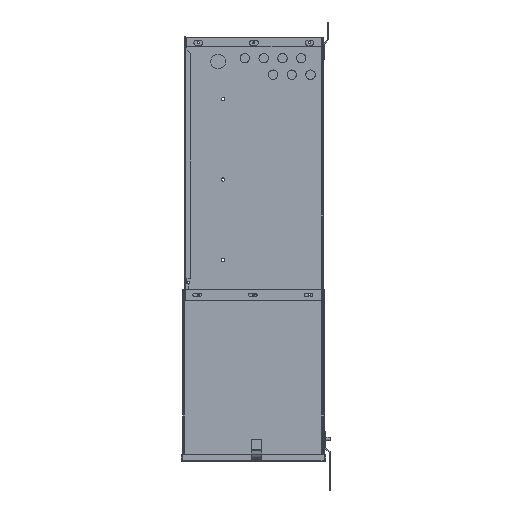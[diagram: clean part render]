
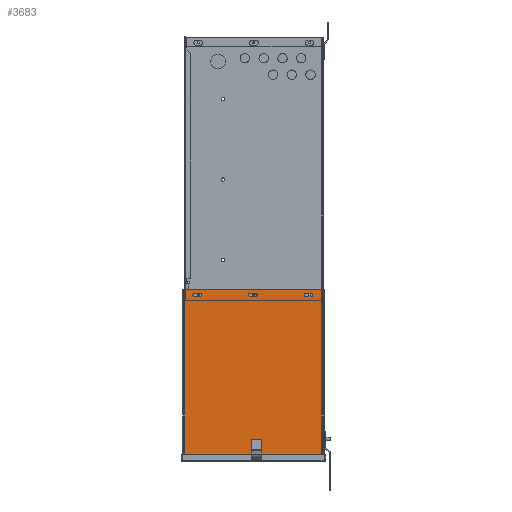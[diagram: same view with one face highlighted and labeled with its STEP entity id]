
A CAD part, left-side view. The second image highlights one B-rep face of the part: STEP entity #3683.
In plain terms, the highlighted face is planar.
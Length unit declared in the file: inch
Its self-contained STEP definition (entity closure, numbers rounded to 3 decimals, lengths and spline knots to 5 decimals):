
#74 = VECTOR ( 'NONE', #19686, 39.37008 ) ;
#102 = VERTEX_POINT ( 'NONE', #13424 ) ;
#318 = VERTEX_POINT ( 'NONE', #1001 ) ;
#338 = LINE ( 'NONE', #5632, #20042 ) ;
#546 = LINE ( 'NONE', #4147, #74 ) ;
#722 = VECTOR ( 'NONE', #5721, 39.37008 ) ;
#785 = EDGE_CURVE ( 'NONE', #10499, #10831, #338, .T. ) ;
#864 = ORIENTED_EDGE ( 'NONE', *, *, #20119, .T. ) ;
#1001 = CARTESIAN_POINT ( 'NONE',  ( 15.02841, 1.02561, 7.65625 ) ) ;
#1191 = LINE ( 'NONE', #7157, #4860 ) ;
#1402 = CARTESIAN_POINT ( 'NONE',  ( 15.02841, 11.90061, 7.5 ) ) ;
#1455 = LINE ( 'NONE', #11630, #9287 ) ;
#1560 = ORIENTED_EDGE ( 'NONE', *, *, #19018, .F. ) ;
#1733 = CARTESIAN_POINT ( 'NONE',  ( 15.02841, 1.02561, 7.5 ) ) ;
#1760 = CIRCLE ( 'NONE', #15393, 0.15625 ) ;
#2108 = DIRECTION ( 'NONE',  ( -1., 0., 0. ) ) ;
#2153 = VERTEX_POINT ( 'NONE', #17933 ) ;
#2418 = CARTESIAN_POINT ( 'NONE',  ( 15.02841, 6.21261, 7.65625 ) ) ;
#2458 = ORIENTED_EDGE ( 'NONE', *, *, #17747, .F. ) ;
#2695 = DIRECTION ( 'NONE',  ( -1., 0., 0. ) ) ;
#2983 = DIRECTION ( 'NONE',  ( 0., 0., 1. ) ) ;
#3043 = CARTESIAN_POINT ( 'NONE',  ( 15.02841, 11.90061, 7.65625 ) ) ;
#3269 = DIRECTION ( 'NONE',  ( 0., -1., 0. ) ) ;
#3298 = DIRECTION ( 'NONE',  ( 0., 0., 1. ) ) ;
#3602 = EDGE_CURVE ( 'NONE', #9734, #10237, #4283, .T. ) ;
#3683 = ADVANCED_FACE ( 'NONE', ( #19334, #14729, #18850, #6462 ), #16016, .F. ) ;
#3738 = EDGE_CURVE ( 'NONE', #17368, #10026, #15907, .T. ) ;
#3805 = AXIS2_PLACEMENT_3D ( 'NONE', #6953, #17784, #8522 ) ;
#3891 = CARTESIAN_POINT ( 'NONE',  ( 15.02841, 6.21261, 7.34375 ) ) ;
#4147 = CARTESIAN_POINT ( 'NONE',  ( 15.02841, 11.40061, 7.34375 ) ) ;
#4283 = LINE ( 'NONE', #18961, #19827 ) ;
#4382 = CARTESIAN_POINT ( 'NONE',  ( 15.02841, 11.40061, 7.65625 ) ) ;
#4566 = CARTESIAN_POINT ( 'NONE',  ( 15.02841, 6.71261, 7.65625 ) ) ;
#4691 = ORIENTED_EDGE ( 'NONE', *, *, #19800, .F. ) ;
#4860 = VECTOR ( 'NONE', #10299, 39.37008 ) ;
#4881 = CARTESIAN_POINT ( 'NONE',  ( 15.02841, 11.40061, 7.34375 ) ) ;
#4998 = AXIS2_PLACEMENT_3D ( 'NONE', #8070, #18908, #9650 ) ;
#5067 = VERTEX_POINT ( 'NONE', #3891 ) ;
#5392 = AXIS2_PLACEMENT_3D ( 'NONE', #9348, #20144, #10923 ) ;
#5632 = CARTESIAN_POINT ( 'NONE',  ( 15.02841, 6.21261, 7.65625 ) ) ;
#5721 = DIRECTION ( 'NONE',  ( 0., -1., 0. ) ) ;
#6121 = DIRECTION ( 'NONE',  ( 0., 1., 0. ) ) ;
#6249 = EDGE_CURVE ( 'NONE', #102, #5067, #11749, .T. ) ;
#6352 = AXIS2_PLACEMENT_3D ( 'NONE', #1402, #12315, #2983 ) ;
#6462 = FACE_BOUND ( 'NONE', #16099, .T. ) ;
#6714 = DIRECTION ( 'NONE',  ( 0., 1., 0. ) ) ;
#6953 = CARTESIAN_POINT ( 'NONE',  ( 15.02841, 1.52561, 7.5 ) ) ;
#7157 = CARTESIAN_POINT ( 'NONE',  ( 15.02841, 11.40061, 7.65625 ) ) ;
#7305 = CARTESIAN_POINT ( 'NONE',  ( 15.02841, 1.02561, 7.34375 ) ) ;
#7413 = DIRECTION ( 'NONE',  ( 0., -1., 0. ) ) ;
#7555 = CIRCLE ( 'NONE', #4998, 0.15625 ) ;
#7604 = EDGE_CURVE ( 'NONE', #2153, #318, #18725, .T. ) ;
#7980 = CARTESIAN_POINT ( 'NONE',  ( 15.02841, -43.66539, -8. ) ) ;
#8070 = CARTESIAN_POINT ( 'NONE',  ( 15.02841, 6.21261, 7.5 ) ) ;
#8125 = DIRECTION ( 'NONE',  ( 0., 0., -1. ) ) ;
#8166 = VERTEX_POINT ( 'NONE', #10158 ) ;
#8168 = EDGE_CURVE ( 'NONE', #11970, #11442, #1191, .T. ) ;
#8282 = DIRECTION ( 'NONE',  ( 0., 1., 0. ) ) ;
#8522 = DIRECTION ( 'NONE',  ( 0., 0., 1. ) ) ;
#9066 = LINE ( 'NONE', #7305, #722 ) ;
#9287 = VECTOR ( 'NONE', #13149, 39.37008 ) ;
#9348 = CARTESIAN_POINT ( 'NONE',  ( 15.02841, 11.40061, 7.5 ) ) ;
#9650 = DIRECTION ( 'NONE',  ( 0., 0., 1. ) ) ;
#9734 = VERTEX_POINT ( 'NONE', #14549 ) ;
#9932 = EDGE_CURVE ( 'NONE', #13377, #13233, #546, .T. ) ;
#10010 = ORIENTED_EDGE ( 'NONE', *, *, #3738, .T. ) ;
#10026 = VERTEX_POINT ( 'NONE', #18326 ) ;
#10092 = VECTOR ( 'NONE', #6714, 39.37008 ) ;
#10158 = CARTESIAN_POINT ( 'NONE',  ( 15.02841, 12.91222, 8. ) ) ;
#10172 = LINE ( 'NONE', #17547, #18389 ) ;
#10237 = VERTEX_POINT ( 'NONE', #14259 ) ;
#10299 = DIRECTION ( 'NONE',  ( 0., 1., 0. ) ) ;
#10312 = ORIENTED_EDGE ( 'NONE', *, *, #785, .T. ) ;
#10499 = VERTEX_POINT ( 'NONE', #2418 ) ;
#10549 = VECTOR ( 'NONE', #3269, 39.37008 ) ;
#10609 = EDGE_CURVE ( 'NONE', #10831, #102, #1760, .T. ) ;
#10627 = VERTEX_POINT ( 'NONE', #19734 ) ;
#10831 = VERTEX_POINT ( 'NONE', #4566 ) ;
#10923 = DIRECTION ( 'NONE',  ( 0., 0., 1. ) ) ;
#11429 = CARTESIAN_POINT ( 'NONE',  ( 15.02841, -43.66539, 8. ) ) ;
#11442 = VERTEX_POINT ( 'NONE', #3043 ) ;
#11630 = CARTESIAN_POINT ( 'NONE',  ( 15.02841, 12.91222, 0. ) ) ;
#11749 = LINE ( 'NONE', #18244, #19953 ) ;
#11970 = VERTEX_POINT ( 'NONE', #4382 ) ;
#12040 = CARTESIAN_POINT ( 'NONE',  ( 15.02841, 6.71261, 7.5 ) ) ;
#12063 = ORIENTED_EDGE ( 'NONE', *, *, #6249, .T. ) ;
#12142 = ORIENTED_EDGE ( 'NONE', *, *, #3602, .T. ) ;
#12155 = ORIENTED_EDGE ( 'NONE', *, *, #10609, .T. ) ;
#12315 = DIRECTION ( 'NONE',  ( -1., 0., 0. ) ) ;
#12357 = EDGE_CURVE ( 'NONE', #10026, #2153, #9066, .T. ) ;
#12620 = DIRECTION ( 'NONE',  ( -1., 0., 0. ) ) ;
#12630 = ORIENTED_EDGE ( 'NONE', *, *, #19455, .T. ) ;
#12656 = ORIENTED_EDGE ( 'NONE', *, *, #17513, .T. ) ;
#12988 = DIRECTION ( 'NONE',  ( 0., 0., 1. ) ) ;
#13149 = DIRECTION ( 'NONE',  ( 0., 0., -1. ) ) ;
#13233 = VERTEX_POINT ( 'NONE', #4881 ) ;
#13377 = VERTEX_POINT ( 'NONE', #16181 ) ;
#13424 = CARTESIAN_POINT ( 'NONE',  ( 15.02841, 6.71261, 7.34375 ) ) ;
#13562 = DIRECTION ( 'NONE',  ( 0., 0., 1. ) ) ;
#14153 = ORIENTED_EDGE ( 'NONE', *, *, #7604, .T. ) ;
#14259 = CARTESIAN_POINT ( 'NONE',  ( 15.02841, 0.075, -8. ) ) ;
#14549 = CARTESIAN_POINT ( 'NONE',  ( 15.02841, 0.075, 8. ) ) ;
#14729 = FACE_BOUND ( 'NONE', #16895, .T. ) ;
#15393 = AXIS2_PLACEMENT_3D ( 'NONE', #12040, #2695, #13562 ) ;
#15569 = CIRCLE ( 'NONE', #6352, 0.15625 ) ;
#15907 = CIRCLE ( 'NONE', #3805, 0.15625 ) ;
#16016 = PLANE ( 'NONE',  #17709 ) ;
#16038 = ORIENTED_EDGE ( 'NONE', *, *, #16242, .T. ) ;
#16099 = EDGE_LOOP ( 'NONE', ( #17486, #14153, #16038, #10010 ) ) ;
#16181 = CARTESIAN_POINT ( 'NONE',  ( 15.02841, 11.90061, 7.34375 ) ) ;
#16242 = EDGE_CURVE ( 'NONE', #318, #17368, #10172, .T. ) ;
#16358 = ORIENTED_EDGE ( 'NONE', *, *, #9932, .T. ) ;
#16568 = CARTESIAN_POINT ( 'NONE',  ( 15.02841, 1.52561, 7.65625 ) ) ;
#16578 = EDGE_LOOP ( 'NONE', ( #4691, #2458, #12142, #1560 ) ) ;
#16895 = EDGE_LOOP ( 'NONE', ( #16358, #12656, #17550, #12630 ) ) ;
#17368 = VERTEX_POINT ( 'NONE', #16568 ) ;
#17486 = ORIENTED_EDGE ( 'NONE', *, *, #12357, .T. ) ;
#17513 = EDGE_CURVE ( 'NONE', #13233, #11970, #19051, .T. ) ;
#17547 = CARTESIAN_POINT ( 'NONE',  ( 15.02841, 1.02561, 7.65625 ) ) ;
#17550 = ORIENTED_EDGE ( 'NONE', *, *, #8168, .T. ) ;
#17709 = AXIS2_PLACEMENT_3D ( 'NONE', #19155, #2108, #12988 ) ;
#17747 = EDGE_CURVE ( 'NONE', #9734, #8166, #18314, .T. ) ;
#17784 = DIRECTION ( 'NONE',  ( -1., 0., 0. ) ) ;
#17933 = CARTESIAN_POINT ( 'NONE',  ( 15.02841, 1.02561, 7.34375 ) ) ;
#18244 = CARTESIAN_POINT ( 'NONE',  ( 15.02841, 6.21261, 7.34375 ) ) ;
#18314 = LINE ( 'NONE', #11429, #10092 ) ;
#18326 = CARTESIAN_POINT ( 'NONE',  ( 15.02841, 1.52561, 7.34375 ) ) ;
#18389 = VECTOR ( 'NONE', #8282, 39.37008 ) ;
#18720 = AXIS2_PLACEMENT_3D ( 'NONE', #1733, #12620, #3298 ) ;
#18725 = CIRCLE ( 'NONE', #18720, 0.15625 ) ;
#18749 = LINE ( 'NONE', #7980, #10549 ) ;
#18850 = FACE_BOUND ( 'NONE', #19248, .T. ) ;
#18908 = DIRECTION ( 'NONE',  ( -1., 0., 0. ) ) ;
#18961 = CARTESIAN_POINT ( 'NONE',  ( 15.02841, 0.075, 0. ) ) ;
#19018 = EDGE_CURVE ( 'NONE', #10627, #10237, #18749, .T. ) ;
#19051 = CIRCLE ( 'NONE', #5392, 0.15625 ) ;
#19155 = CARTESIAN_POINT ( 'NONE',  ( 15.02841, -14.98339, 0. ) ) ;
#19248 = EDGE_LOOP ( 'NONE', ( #12063, #864, #10312, #12155 ) ) ;
#19334 = FACE_OUTER_BOUND ( 'NONE', #16578, .T. ) ;
#19455 = EDGE_CURVE ( 'NONE', #11442, #13377, #15569, .T. ) ;
#19686 = DIRECTION ( 'NONE',  ( 0., -1., 0. ) ) ;
#19734 = CARTESIAN_POINT ( 'NONE',  ( 15.02841, 12.91222, -8. ) ) ;
#19800 = EDGE_CURVE ( 'NONE', #8166, #10627, #1455, .T. ) ;
#19827 = VECTOR ( 'NONE', #8125, 39.37008 ) ;
#19953 = VECTOR ( 'NONE', #7413, 39.37008 ) ;
#20042 = VECTOR ( 'NONE', #6121, 39.37008 ) ;
#20119 = EDGE_CURVE ( 'NONE', #5067, #10499, #7555, .T. ) ;
#20144 = DIRECTION ( 'NONE',  ( -1., 0., 0. ) ) ;
